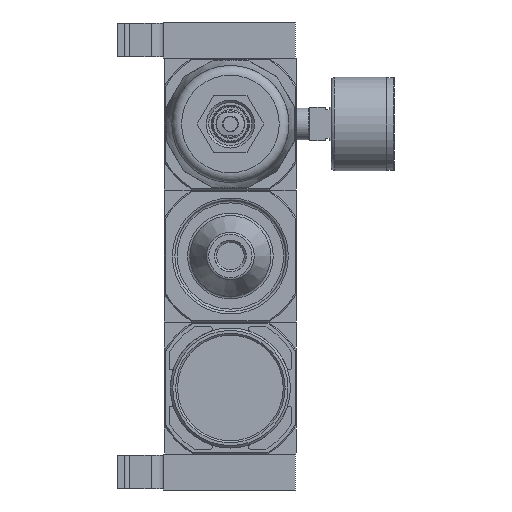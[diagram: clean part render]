
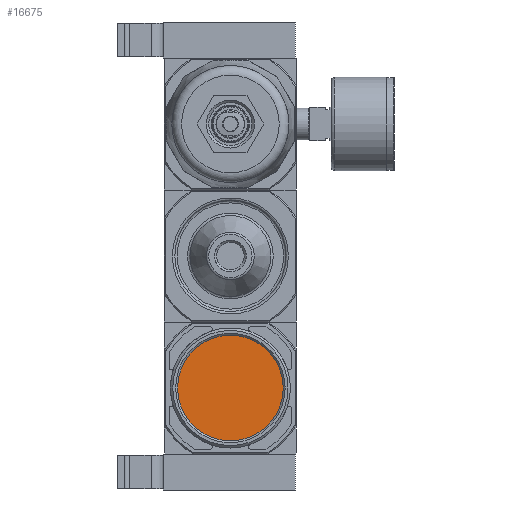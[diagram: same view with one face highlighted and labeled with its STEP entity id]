
A CAD part, front view. The second image highlights one B-rep face of the part: STEP entity #16675.
In plain terms, the highlighted planar face has unit normal (0, -1, 0).
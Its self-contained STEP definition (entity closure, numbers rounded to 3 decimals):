
#1799=CIRCLE('',#24161,22.);
#6210=ORIENTED_EDGE('',*,*,#8605,.T.);
#8605=EDGE_CURVE('',#10220,#10220,#1799,.T.);
#10220=VERTEX_POINT('',#35140);
#13708=EDGE_LOOP('',(#6210));
#15075=FACE_BOUND('',#13708,.T.);
#15675=PLANE('',#24160);
#16675=ADVANCED_FACE('',(#15075),#15675,.T.);
#24160=AXIS2_PLACEMENT_3D('',#35138,#29018,#29019);
#24161=AXIS2_PLACEMENT_3D('',#35139,#29020,#29021);
#29018=DIRECTION('',(0.,-1.,0.));
#29019=DIRECTION('',(0.,0.,-1.));
#29020=DIRECTION('',(0.,-1.,0.));
#29021=DIRECTION('',(0.,0.,-1.));
#35138=CARTESIAN_POINT('',(0.,-44.8,0.));
#35139=CARTESIAN_POINT('',(0.,-44.8,0.));
#35140=CARTESIAN_POINT('',(0.,-44.8,-22.));
